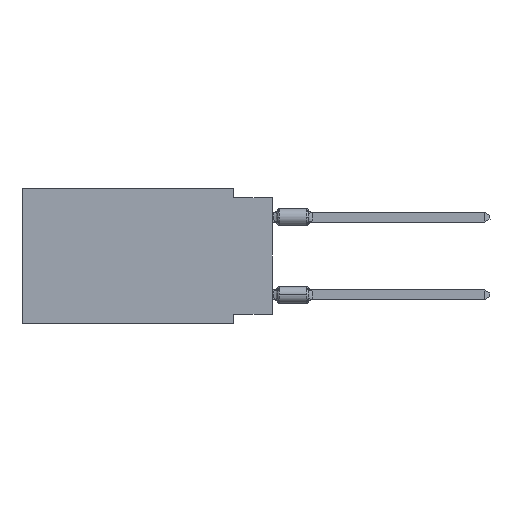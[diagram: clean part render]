
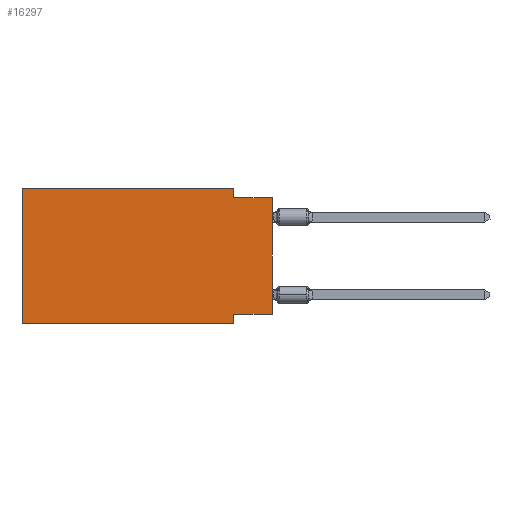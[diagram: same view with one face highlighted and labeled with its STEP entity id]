
A CAD part, left-side view. The second image highlights one B-rep face of the part: STEP entity #16297.
In plain terms, the highlighted planar face has unit normal (-1, 0, 0).
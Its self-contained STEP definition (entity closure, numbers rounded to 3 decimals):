
#166 = LINE ( 'NONE', #322, #9746 ) ;
#322 = CARTESIAN_POINT ( 'NONE',  ( 0., 16.383, 0. ) ) ;
#470 = DIRECTION ( 'NONE',  ( 0., -1., 0. ) ) ;
#2545 = VERTEX_POINT ( 'NONE', #17816 ) ;
#2752 = EDGE_CURVE ( 'NONE', #6562, #10889, #7720, .T. ) ;
#2817 = DIRECTION ( 'NONE',  ( 0., -1., 0. ) ) ;
#2954 = LINE ( 'NONE', #14379, #26520 ) ;
#3679 = EDGE_CURVE ( 'NONE', #6562, #24811, #15222, .T. ) ;
#4627 = EDGE_CURVE ( 'NONE', #5861, #24811, #5045, .T. ) ;
#4773 = VERTEX_POINT ( 'NONE', #14392 ) ;
#5045 = LINE ( 'NONE', #20545, #25558 ) ;
#5778 = EDGE_CURVE ( 'NONE', #25337, #6656, #2954, .T. ) ;
#5861 = VERTEX_POINT ( 'NONE', #19498 ) ;
#6338 = EDGE_CURVE ( 'NONE', #4773, #25337, #166, .T. ) ;
#6562 = VERTEX_POINT ( 'NONE', #14389 ) ;
#6656 = VERTEX_POINT ( 'NONE', #8236 ) ;
#6736 = DIRECTION ( 'NONE',  ( 0., 0., -1. ) ) ;
#7306 = LINE ( 'NONE', #7734, #27302 ) ;
#7720 = LINE ( 'NONE', #16052, #11649 ) ;
#7734 = CARTESIAN_POINT ( 'NONE',  ( 0., 2.54, -8.89 ) ) ;
#8100 = ORIENTED_EDGE ( 'NONE', *, *, #3679, .T. ) ;
#8236 = CARTESIAN_POINT ( 'NONE',  ( 0., 2.54, 0. ) ) ;
#8673 = EDGE_CURVE ( 'NONE', #10889, #2545, #7306, .T. ) ;
#8931 = ORIENTED_EDGE ( 'NONE', *, *, #15927, .F. ) ;
#8994 = EDGE_LOOP ( 'NONE', ( #8100, #14283, #8931, #18857, #15065, #19908, #9802, #25268 ) ) ;
#9109 = CARTESIAN_POINT ( 'NONE',  ( 0., 2.54, 0. ) ) ;
#9746 = VECTOR ( 'NONE', #25064, 1000. ) ;
#9802 = ORIENTED_EDGE ( 'NONE', *, *, #8673, .F. ) ;
#10873 = AXIS2_PLACEMENT_3D ( 'NONE', #27072, #18275, #6736 ) ;
#10889 = VERTEX_POINT ( 'NONE', #13526 ) ;
#11335 = VECTOR ( 'NONE', #18023, 1000. ) ;
#11649 = VECTOR ( 'NONE', #16201, 1000. ) ;
#13526 = CARTESIAN_POINT ( 'NONE',  ( 0., 2.54, -8.255 ) ) ;
#14283 = ORIENTED_EDGE ( 'NONE', *, *, #4627, .F. ) ;
#14379 = CARTESIAN_POINT ( 'NONE',  ( 0., 16.383, 0. ) ) ;
#14389 = CARTESIAN_POINT ( 'NONE',  ( 0., 0., -8.255 ) ) ;
#14392 = CARTESIAN_POINT ( 'NONE',  ( 0., 16.383, -8.89 ) ) ;
#14984 = VECTOR ( 'NONE', #21818, 1000. ) ;
#15065 = ORIENTED_EDGE ( 'NONE', *, *, #6338, .F. ) ;
#15222 = LINE ( 'NONE', #19308, #14984 ) ;
#15927 = EDGE_CURVE ( 'NONE', #6656, #5861, #20810, .T. ) ;
#16052 = CARTESIAN_POINT ( 'NONE',  ( 0., 0., -8.255 ) ) ;
#16082 = PLANE ( 'NONE',  #10873 ) ;
#16201 = DIRECTION ( 'NONE',  ( 0., 1., 0. ) ) ;
#16217 = DIRECTION ( 'NONE',  ( 0., 0., -1. ) ) ;
#16297 = ADVANCED_FACE ( 'NONE', ( #17850 ), #16082, .F. ) ;
#17659 = LINE ( 'NONE', #19424, #20486 ) ;
#17816 = CARTESIAN_POINT ( 'NONE',  ( 0., 2.54, -8.89 ) ) ;
#17850 = FACE_OUTER_BOUND ( 'NONE', #8994, .T. ) ;
#18023 = DIRECTION ( 'NONE',  ( 0., 0., -1. ) ) ;
#18275 = DIRECTION ( 'NONE',  ( 1., 0., 0. ) ) ;
#18857 = ORIENTED_EDGE ( 'NONE', *, *, #5778, .F. ) ;
#19308 = CARTESIAN_POINT ( 'NONE',  ( 0., 0., 0. ) ) ;
#19424 = CARTESIAN_POINT ( 'NONE',  ( 0., 16.383, -8.89 ) ) ;
#19498 = CARTESIAN_POINT ( 'NONE',  ( 0., 2.54, -0.635 ) ) ;
#19908 = ORIENTED_EDGE ( 'NONE', *, *, #23336, .T. ) ;
#20486 = VECTOR ( 'NONE', #26586, 1000. ) ;
#20545 = CARTESIAN_POINT ( 'NONE',  ( 0., 0., -0.635 ) ) ;
#20810 = LINE ( 'NONE', #9109, #11335 ) ;
#21818 = DIRECTION ( 'NONE',  ( 0., 0., 1. ) ) ;
#23336 = EDGE_CURVE ( 'NONE', #4773, #2545, #17659, .T. ) ;
#24811 = VERTEX_POINT ( 'NONE', #27014 ) ;
#25064 = DIRECTION ( 'NONE',  ( 0., 0., 1. ) ) ;
#25268 = ORIENTED_EDGE ( 'NONE', *, *, #2752, .F. ) ;
#25337 = VERTEX_POINT ( 'NONE', #25800 ) ;
#25558 = VECTOR ( 'NONE', #470, 1000. ) ;
#25800 = CARTESIAN_POINT ( 'NONE',  ( 0., 16.383, 0. ) ) ;
#26520 = VECTOR ( 'NONE', #2817, 1000. ) ;
#26586 = DIRECTION ( 'NONE',  ( 0., -1., 0. ) ) ;
#27014 = CARTESIAN_POINT ( 'NONE',  ( 0., 0., -0.635 ) ) ;
#27072 = CARTESIAN_POINT ( 'NONE',  ( 0., 16.383, 0. ) ) ;
#27302 = VECTOR ( 'NONE', #16217, 1000. ) ;
